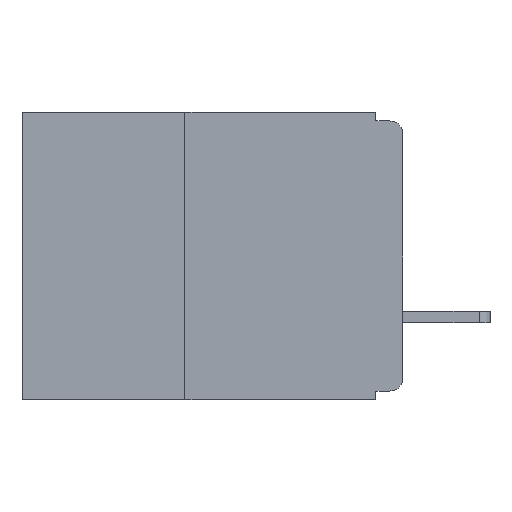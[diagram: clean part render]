
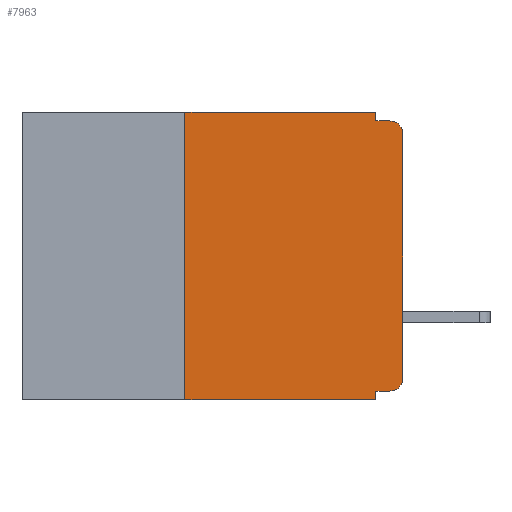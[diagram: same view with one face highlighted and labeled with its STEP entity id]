
A CAD part, left-side view. The second image highlights one B-rep face of the part: STEP entity #7963.
In plain terms, the highlighted planar face has unit normal (-1, 0, 0).
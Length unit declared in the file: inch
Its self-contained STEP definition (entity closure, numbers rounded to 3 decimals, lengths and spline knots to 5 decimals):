
#237 = LINE ( 'NONE', #18901, #23615 ) ;
#267 = EDGE_CURVE ( 'NONE', #18644, #11099, #28607, .T. ) ;
#441 = VECTOR ( 'NONE', #929, 39.37008 ) ;
#929 = DIRECTION ( 'NONE',  ( 0., -1., 0. ) ) ;
#1057 = EDGE_CURVE ( 'NONE', #30019, #16542, #28557, .T. ) ;
#1419 = CARTESIAN_POINT ( 'NONE',  ( 0., 0.25, -0.33 ) ) ;
#1425 = EDGE_CURVE ( 'NONE', #30019, #10563, #19207, .T. ) ;
#1474 = CARTESIAN_POINT ( 'NONE',  ( 0., 0.25, 0. ) ) ;
#1481 = VECTOR ( 'NONE', #27542, 39.37008 ) ;
#1673 = DIRECTION ( 'NONE',  ( -1., 0., 0. ) ) ;
#2152 = CARTESIAN_POINT ( 'NONE',  ( 0., 0., -0.305 ) ) ;
#2526 = CARTESIAN_POINT ( 'NONE',  ( 0., 0.437, -0.33 ) ) ;
#2796 = FACE_OUTER_BOUND ( 'NONE', #21028, .T. ) ;
#2977 = DIRECTION ( 'NONE',  ( -1., 0., 0. ) ) ;
#3024 = VERTEX_POINT ( 'NONE', #2152 ) ;
#3218 = VECTOR ( 'NONE', #8844, 39.37008 ) ;
#3590 = CARTESIAN_POINT ( 'NONE',  ( 0., 0.25, -0.33 ) ) ;
#3686 = ORIENTED_EDGE ( 'NONE', *, *, #267, .F. ) ;
#4179 = VERTEX_POINT ( 'NONE', #17928 ) ;
#4530 = LINE ( 'NONE', #9779, #22417 ) ;
#4916 = AXIS2_PLACEMENT_3D ( 'NONE', #5532, #5090, #4960 ) ;
#4960 = DIRECTION ( 'NONE',  ( 0., 0., -1. ) ) ;
#5090 = DIRECTION ( 'NONE',  ( 1., 0., 0. ) ) ;
#5120 = PLANE ( 'NONE',  #4916 ) ;
#5532 = CARTESIAN_POINT ( 'NONE',  ( 0., 0.437, 0. ) ) ;
#7963 = ADVANCED_FACE ( 'NONE', ( #2796 ), #5120, .F. ) ;
#8844 = DIRECTION ( 'NONE',  ( 0., 1., 0. ) ) ;
#8874 = DIRECTION ( 'NONE',  ( 0., -1., 0. ) ) ;
#9003 = CARTESIAN_POINT ( 'NONE',  ( 0., 0., -0.32 ) ) ;
#9204 = VERTEX_POINT ( 'NONE', #26193 ) ;
#9560 = DIRECTION ( 'NONE',  ( 0., 0., 1. ) ) ;
#9779 = CARTESIAN_POINT ( 'NONE',  ( 0., 0., -0.01 ) ) ;
#10085 = VECTOR ( 'NONE', #8874, 39.37008 ) ;
#10563 = VERTEX_POINT ( 'NONE', #1474 ) ;
#10982 = CARTESIAN_POINT ( 'NONE',  ( 0., 0.031, -0.32 ) ) ;
#11099 = VERTEX_POINT ( 'NONE', #10982 ) ;
#11342 = CARTESIAN_POINT ( 'NONE',  ( 0., 0.031, 0. ) ) ;
#11938 = VERTEX_POINT ( 'NONE', #18693 ) ;
#12096 = EDGE_CURVE ( 'NONE', #11938, #4179, #22055, .T. ) ;
#12235 = ORIENTED_EDGE ( 'NONE', *, *, #17400, .F. ) ;
#12481 = CARTESIAN_POINT ( 'NONE',  ( 0., 0.031, -0.33 ) ) ;
#13108 = CARTESIAN_POINT ( 'NONE',  ( 0., 0.031, -0.33 ) ) ;
#13684 = VECTOR ( 'NONE', #9560, 39.37008 ) ;
#14257 = ORIENTED_EDGE ( 'NONE', *, *, #12096, .T. ) ;
#14878 = ORIENTED_EDGE ( 'NONE', *, *, #20514, .T. ) ;
#15649 = CARTESIAN_POINT ( 'NONE',  ( 0., 0.015, -0.305 ) ) ;
#16406 = AXIS2_PLACEMENT_3D ( 'NONE', #15649, #1673, #18010 ) ;
#16542 = VERTEX_POINT ( 'NONE', #13108 ) ;
#16697 = EDGE_CURVE ( 'NONE', #18644, #3024, #27882, .T. ) ;
#16956 = CARTESIAN_POINT ( 'NONE',  ( 0., 0.015, -0.025 ) ) ;
#17400 = EDGE_CURVE ( 'NONE', #25862, #9204, #20143, .T. ) ;
#17928 = CARTESIAN_POINT ( 'NONE',  ( 0., 0.015, -0.01 ) ) ;
#18010 = DIRECTION ( 'NONE',  ( 0., 0., -1. ) ) ;
#18234 = ORIENTED_EDGE ( 'NONE', *, *, #1057, .T. ) ;
#18351 = ORIENTED_EDGE ( 'NONE', *, *, #16697, .T. ) ;
#18644 = VERTEX_POINT ( 'NONE', #25192 ) ;
#18693 = CARTESIAN_POINT ( 'NONE',  ( 0., 0., -0.025 ) ) ;
#18901 = CARTESIAN_POINT ( 'NONE',  ( 0., 0., 0. ) ) ;
#18969 = ORIENTED_EDGE ( 'NONE', *, *, #1425, .F. ) ;
#19207 = LINE ( 'NONE', #3590, #13684 ) ;
#19311 = DIRECTION ( 'NONE',  ( 0., 0., -1. ) ) ;
#20143 = LINE ( 'NONE', #11342, #1481 ) ;
#20514 = EDGE_CURVE ( 'NONE', #3024, #11938, #237, .T. ) ;
#20831 = LINE ( 'NONE', #12481, #22583 ) ;
#21028 = EDGE_LOOP ( 'NONE', ( #14878, #14257, #29392, #12235, #27847, #18969, #18234, #25510, #3686, #18351 ) ) ;
#21245 = DIRECTION ( 'NONE',  ( 0., 0., 1. ) ) ;
#21881 = CARTESIAN_POINT ( 'NONE',  ( 0., 0.437, 0. ) ) ;
#22055 = CIRCLE ( 'NONE', #24674, 0.015 ) ;
#22417 = VECTOR ( 'NONE', #28308, 39.37008 ) ;
#22583 = VECTOR ( 'NONE', #28646, 39.37008 ) ;
#23379 = EDGE_CURVE ( 'NONE', #9204, #4179, #4530, .T. ) ;
#23615 = VECTOR ( 'NONE', #21245, 39.37008 ) ;
#24150 = EDGE_CURVE ( 'NONE', #10563, #25862, #25231, .T. ) ;
#24674 = AXIS2_PLACEMENT_3D ( 'NONE', #16956, #2977, #19311 ) ;
#25192 = CARTESIAN_POINT ( 'NONE',  ( 0., 0.015, -0.32 ) ) ;
#25231 = LINE ( 'NONE', #21881, #441 ) ;
#25510 = ORIENTED_EDGE ( 'NONE', *, *, #26100, .F. ) ;
#25862 = VERTEX_POINT ( 'NONE', #29922 ) ;
#26100 = EDGE_CURVE ( 'NONE', #11099, #16542, #20831, .T. ) ;
#26193 = CARTESIAN_POINT ( 'NONE',  ( 0., 0.031, -0.01 ) ) ;
#27542 = DIRECTION ( 'NONE',  ( 0., 0., -1. ) ) ;
#27847 = ORIENTED_EDGE ( 'NONE', *, *, #24150, .F. ) ;
#27882 = CIRCLE ( 'NONE', #16406, 0.015 ) ;
#28308 = DIRECTION ( 'NONE',  ( 0., -1., 0. ) ) ;
#28557 = LINE ( 'NONE', #2526, #10085 ) ;
#28607 = LINE ( 'NONE', #9003, #3218 ) ;
#28646 = DIRECTION ( 'NONE',  ( 0., 0., -1. ) ) ;
#29392 = ORIENTED_EDGE ( 'NONE', *, *, #23379, .F. ) ;
#29922 = CARTESIAN_POINT ( 'NONE',  ( 0., 0.031, 0. ) ) ;
#30019 = VERTEX_POINT ( 'NONE', #1419 ) ;
